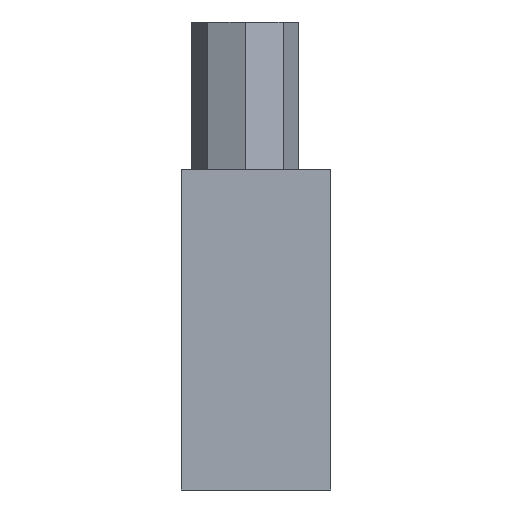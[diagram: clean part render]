
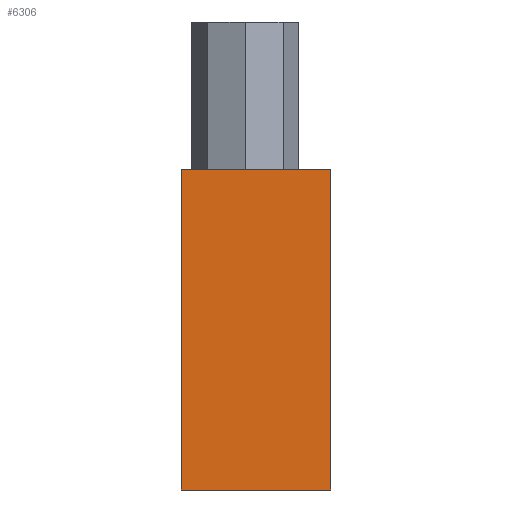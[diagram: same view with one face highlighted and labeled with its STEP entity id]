
A CAD part, left-side view. The second image highlights one B-rep face of the part: STEP entity #6306.
In plain terms, the highlighted face is planar.
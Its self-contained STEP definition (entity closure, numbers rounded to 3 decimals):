
#383 = PLANE('',#384);
#384 = AXIS2_PLACEMENT_3D('',#385,#386,#387);
#385 = CARTESIAN_POINT('',(-69.5,-7.,-7.5));
#386 = DIRECTION('',(0.,0.,1.));
#387 = DIRECTION('',(1.,0.,0.));
#838 = PLANE('',#839);
#839 = AXIS2_PLACEMENT_3D('',#840,#841,#842);
#840 = CARTESIAN_POINT('',(-67.5,-7.,7.5));
#841 = DIRECTION('',(0.,0.,-1.));
#842 = DIRECTION('',(-1.,0.,0.));
#2334 = VERTEX_POINT('',#2335);
#2335 = CARTESIAN_POINT('',(-74.5,0.,7.5));
#2349 = PLANE('',#2350);
#2350 = AXIS2_PLACEMENT_3D('',#2351,#2352,#2353);
#2351 = CARTESIAN_POINT('',(-1.,0.,-7.5));
#2352 = DIRECTION('',(0.,-1.,0.));
#2353 = DIRECTION('',(0.,0.,-1.));
#2361 = EDGE_CURVE('',#2362,#2334,#2364,.T.);
#2362 = VERTEX_POINT('',#2363);
#2363 = CARTESIAN_POINT('',(-74.5,-7.,7.5));
#2364 = SURFACE_CURVE('',#2365,(#2369,#2376),.PCURVE_S1.);
#2365 = LINE('',#2366,#2367);
#2366 = CARTESIAN_POINT('',(-74.5,-7.,7.5));
#2367 = VECTOR('',#2368,1.);
#2368 = DIRECTION('',(0.,1.,0.));
#2369 = PCURVE('',#838,#2370);
#2370 = DEFINITIONAL_REPRESENTATION('',(#2371),#2375);
#2371 = LINE('',#2372,#2373);
#2372 = CARTESIAN_POINT('',(7.,0.));
#2373 = VECTOR('',#2374,1.);
#2374 = DIRECTION('',(0.,1.));
#2375 = ( GEOMETRIC_REPRESENTATION_CONTEXT(2) 
PARAMETRIC_REPRESENTATION_CONTEXT() REPRESENTATION_CONTEXT('2D SPACE',''
  ) );
#2376 = PCURVE('',#2377,#2382);
#2377 = PLANE('',#2378);
#2378 = AXIS2_PLACEMENT_3D('',#2379,#2380,#2381);
#2379 = CARTESIAN_POINT('',(-74.5,0.,7.5));
#2380 = DIRECTION('',(1.,0.,0.));
#2381 = DIRECTION('',(0.,0.,1.));
#2382 = DEFINITIONAL_REPRESENTATION('',(#2383),#2387);
#2383 = LINE('',#2384,#2385);
#2384 = CARTESIAN_POINT('',(0.,7.));
#2385 = VECTOR('',#2386,1.);
#2386 = DIRECTION('',(0.,-1.));
#2387 = ( GEOMETRIC_REPRESENTATION_CONTEXT(2) 
PARAMETRIC_REPRESENTATION_CONTEXT() REPRESENTATION_CONTEXT('2D SPACE',''
  ) );
#2405 = PLANE('',#2406);
#2406 = AXIS2_PLACEMENT_3D('',#2407,#2408,#2409);
#2407 = CARTESIAN_POINT('',(-74.5,-7.,7.5));
#2408 = DIRECTION('',(0.,-1.,0.));
#2409 = DIRECTION('',(0.,0.,-1.));
#3548 = VERTEX_POINT('',#3549);
#3549 = CARTESIAN_POINT('',(-74.5,0.,-7.5));
#3570 = EDGE_CURVE('',#2334,#3548,#3571,.T.);
#3571 = SURFACE_CURVE('',#3572,(#3576,#3583),.PCURVE_S1.);
#3572 = LINE('',#3573,#3574);
#3573 = CARTESIAN_POINT('',(-74.5,0.,7.5));
#3574 = VECTOR('',#3575,1.);
#3575 = DIRECTION('',(0.,0.,-1.));
#3576 = PCURVE('',#2349,#3577);
#3577 = DEFINITIONAL_REPRESENTATION('',(#3578),#3582);
#3578 = LINE('',#3579,#3580);
#3579 = CARTESIAN_POINT('',(-15.,-73.5));
#3580 = VECTOR('',#3581,1.);
#3581 = DIRECTION('',(1.,0.));
#3582 = ( GEOMETRIC_REPRESENTATION_CONTEXT(2) 
PARAMETRIC_REPRESENTATION_CONTEXT() REPRESENTATION_CONTEXT('2D SPACE',''
  ) );
#3583 = PCURVE('',#2377,#3584);
#3584 = DEFINITIONAL_REPRESENTATION('',(#3585),#3589);
#3585 = LINE('',#3586,#3587);
#3586 = CARTESIAN_POINT('',(0.,0.));
#3587 = VECTOR('',#3588,1.);
#3588 = DIRECTION('',(-1.,0.));
#3589 = ( GEOMETRIC_REPRESENTATION_CONTEXT(2) 
PARAMETRIC_REPRESENTATION_CONTEXT() REPRESENTATION_CONTEXT('2D SPACE',''
  ) );
#6306 = ADVANCED_FACE('',(#6307),#2377,.T.);
#6307 = FACE_BOUND('',#6308,.F.);
#6308 = EDGE_LOOP('',(#6309,#6310,#6333,#6354));
#6309 = ORIENTED_EDGE('',*,*,#3570,.T.);
#6310 = ORIENTED_EDGE('',*,*,#6311,.T.);
#6311 = EDGE_CURVE('',#3548,#6312,#6314,.T.);
#6312 = VERTEX_POINT('',#6313);
#6313 = CARTESIAN_POINT('',(-74.5,-7.,-7.5));
#6314 = SURFACE_CURVE('',#6315,(#6319,#6326),.PCURVE_S1.);
#6315 = LINE('',#6316,#6317);
#6316 = CARTESIAN_POINT('',(-74.5,0.,-7.5));
#6317 = VECTOR('',#6318,1.);
#6318 = DIRECTION('',(0.,-1.,0.));
#6319 = PCURVE('',#2377,#6320);
#6320 = DEFINITIONAL_REPRESENTATION('',(#6321),#6325);
#6321 = LINE('',#6322,#6323);
#6322 = CARTESIAN_POINT('',(-15.,0.));
#6323 = VECTOR('',#6324,1.);
#6324 = DIRECTION('',(0.,1.));
#6325 = ( GEOMETRIC_REPRESENTATION_CONTEXT(2) 
PARAMETRIC_REPRESENTATION_CONTEXT() REPRESENTATION_CONTEXT('2D SPACE',''
  ) );
#6326 = PCURVE('',#383,#6327);
#6327 = DEFINITIONAL_REPRESENTATION('',(#6328),#6332);
#6328 = LINE('',#6329,#6330);
#6329 = CARTESIAN_POINT('',(-5.,7.));
#6330 = VECTOR('',#6331,1.);
#6331 = DIRECTION('',(0.,-1.));
#6332 = ( GEOMETRIC_REPRESENTATION_CONTEXT(2) 
PARAMETRIC_REPRESENTATION_CONTEXT() REPRESENTATION_CONTEXT('2D SPACE',''
  ) );
#6333 = ORIENTED_EDGE('',*,*,#6334,.T.);
#6334 = EDGE_CURVE('',#6312,#2362,#6335,.T.);
#6335 = SURFACE_CURVE('',#6336,(#6340,#6347),.PCURVE_S1.);
#6336 = LINE('',#6337,#6338);
#6337 = CARTESIAN_POINT('',(-74.5,-7.,-7.5));
#6338 = VECTOR('',#6339,1.);
#6339 = DIRECTION('',(0.,0.,1.));
#6340 = PCURVE('',#2377,#6341);
#6341 = DEFINITIONAL_REPRESENTATION('',(#6342),#6346);
#6342 = LINE('',#6343,#6344);
#6343 = CARTESIAN_POINT('',(-15.,7.));
#6344 = VECTOR('',#6345,1.);
#6345 = DIRECTION('',(1.,0.));
#6346 = ( GEOMETRIC_REPRESENTATION_CONTEXT(2) 
PARAMETRIC_REPRESENTATION_CONTEXT() REPRESENTATION_CONTEXT('2D SPACE',''
  ) );
#6347 = PCURVE('',#2405,#6348);
#6348 = DEFINITIONAL_REPRESENTATION('',(#6349),#6353);
#6349 = LINE('',#6350,#6351);
#6350 = CARTESIAN_POINT('',(15.,0.));
#6351 = VECTOR('',#6352,1.);
#6352 = DIRECTION('',(-1.,0.));
#6353 = ( GEOMETRIC_REPRESENTATION_CONTEXT(2) 
PARAMETRIC_REPRESENTATION_CONTEXT() REPRESENTATION_CONTEXT('2D SPACE',''
  ) );
#6354 = ORIENTED_EDGE('',*,*,#2361,.T.);
